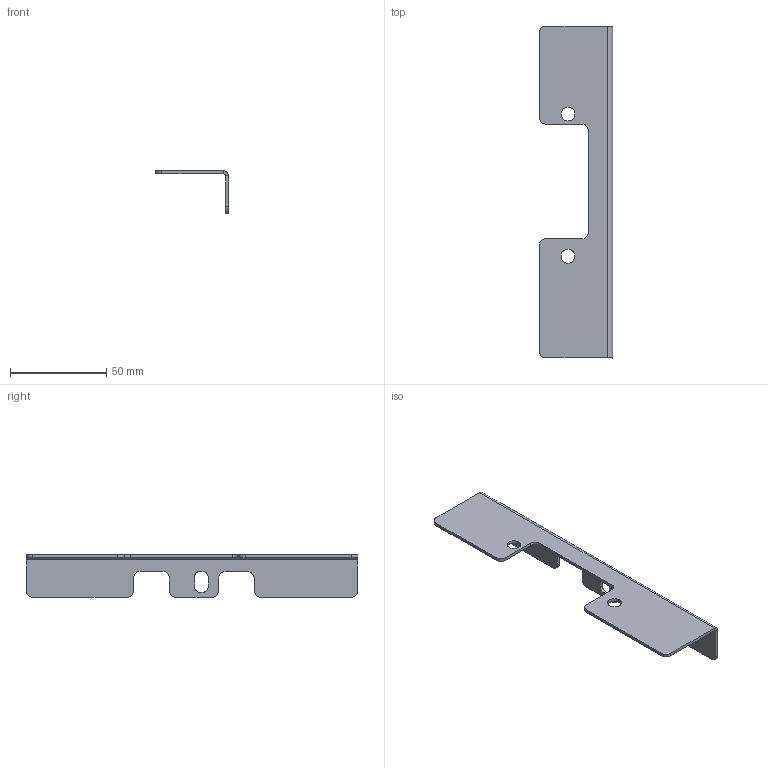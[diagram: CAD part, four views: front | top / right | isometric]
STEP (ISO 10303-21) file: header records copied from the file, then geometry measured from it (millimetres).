
FILE_DESCRIPTION(/* description */ (''),/* implementation_level */ '2;1');
FILE_NAME(/* name */ 'Rack_Ears_R.step',/* time_stamp */ '2024-11-18T04:03:37-07:00',/* author */ (''),/* organization */ (''),/* preprocessor_version */ 'ST-DEVELOPER v20',/* originating_system */ 'Autodesk Translation Framework v13.20.0.188',/* authorisation */ '');
FILE_SCHEMA (('AUTOMOTIVE_DESIGN { 1 0 10303 214 3 1 1 }'));
Length unit declared in the file: inch
Products named in the file (1): Rack Ears
Bounding box: 38.1 x 172.72 x 22 mm (x, y, z)
Volume: 12487.7 mm3; surface area: 16597.1 mm2
Topology: 1 solids, 1 shells, 52 faces, 142 edges, 92 vertices
Faces by surface type: plane 28, cylinder 24
Full cylindrical faces by diameter (mm): 7.2 x2
Entity records: 1697 total; most frequent: DIRECTION 296, CARTESIAN_POINT 287, ORIENTED_EDGE 284, EDGE_CURVE 142, AXIS2_PLACEMENT_3D 101, LINE 94, VECTOR 94, VERTEX_POINT 92
